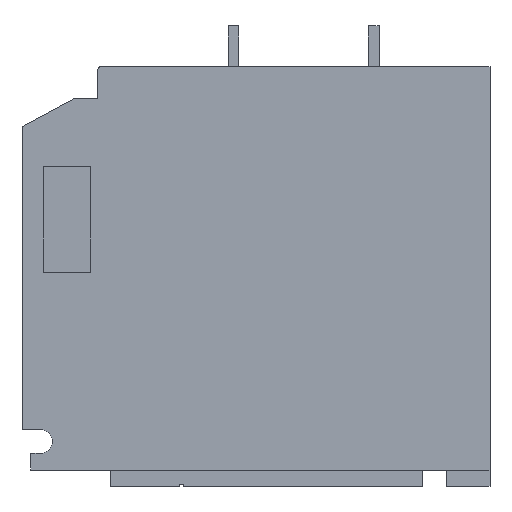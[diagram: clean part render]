
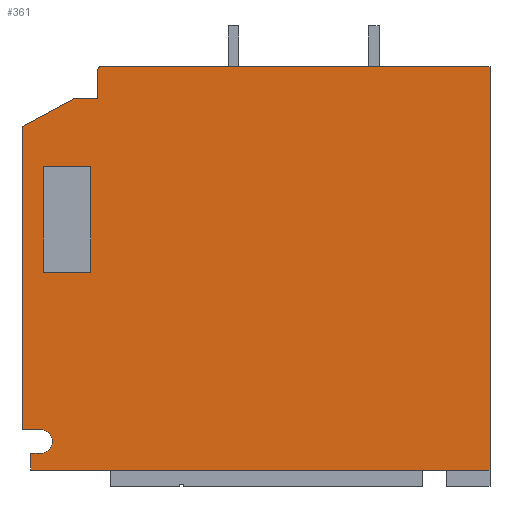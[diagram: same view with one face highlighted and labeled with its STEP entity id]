
A CAD part, left-side view. The second image highlights one B-rep face of the part: STEP entity #361.
In plain terms, the highlighted planar face has unit normal (-1, 0, 0).
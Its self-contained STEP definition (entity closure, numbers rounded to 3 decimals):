
#153 = CARTESIAN_POINT ( 'NONE',  ( -142.5, 0., 375. ) ) ;
#195 = DIRECTION ( 'NONE',  ( 0., -1., 0. ) ) ;
#207 = VECTOR ( 'NONE', #15271, 1000. ) ;
#328 = EDGE_CURVE ( 'NONE', #10900, #8797, #951, .T. ) ;
#361 = ADVANCED_FACE ( 'NONE', ( #16671, #11244 ), #6933, .T. ) ;
#427 = DIRECTION ( 'NONE',  ( 0., -1., 0. ) ) ;
#594 = VECTOR ( 'NONE', #14583, 1000. ) ;
#744 = LINE ( 'NONE', #16291, #2653 ) ;
#768 = CIRCLE ( 'NONE', #13922, 3. ) ;
#951 = LINE ( 'NONE', #3834, #4717 ) ;
#1058 = ORIENTED_EDGE ( 'NONE', *, *, #4111, .T. ) ;
#1065 = VERTEX_POINT ( 'NONE', #8013 ) ;
#1143 = AXIS2_PLACEMENT_3D ( 'NONE', #18449, #12652, #16865 ) ;
#1668 = CARTESIAN_POINT ( 'NONE',  ( -142.5, 371., 282. ) ) ;
#1774 = CARTESIAN_POINT ( 'NONE',  ( -142.5, 387.5, 345. ) ) ;
#1820 = EDGE_CURVE ( 'NONE', #16366, #11263, #1956, .T. ) ;
#1856 = VERTEX_POINT ( 'NONE', #7854 ) ;
#1902 = LINE ( 'NONE', #17906, #9582 ) ;
#1924 = CARTESIAN_POINT ( 'NONE',  ( -142.5, 364.5, 345. ) ) ;
#1956 = LINE ( 'NONE', #17597, #2978 ) ;
#1970 = ORIENTED_EDGE ( 'NONE', *, *, #2448, .F. ) ;
#2035 = EDGE_CURVE ( 'NONE', #2924, #5352, #10269, .T. ) ;
#2182 = CARTESIAN_POINT ( 'NONE',  ( -142.5, 361.5, 375. ) ) ;
#2276 = EDGE_CURVE ( 'NONE', #7457, #11154, #6608, .T. ) ;
#2435 = VECTOR ( 'NONE', #7212, 1000. ) ;
#2448 = EDGE_CURVE ( 'NONE', #14185, #11263, #1902, .T. ) ;
#2653 = VECTOR ( 'NONE', #10668, 1000. ) ;
#2713 = DIRECTION ( 'NONE',  ( 0., 0., 1. ) ) ;
#2731 = CARTESIAN_POINT ( 'NONE',  ( -142.5, 371., 184. ) ) ;
#2799 = VECTOR ( 'NONE', #12078, 1000. ) ;
#2924 = VERTEX_POINT ( 'NONE', #12486 ) ;
#2978 = VECTOR ( 'NONE', #4766, 1000. ) ;
#2993 = CARTESIAN_POINT ( 'NONE',  ( -142.5, 435., 345. ) ) ;
#3101 = CARTESIAN_POINT ( 'NONE',  ( -142.5, 417.827, 26.553 ) ) ;
#3482 = DIRECTION ( 'NONE',  ( 0., 1., 0. ) ) ;
#3620 = EDGE_CURVE ( 'NONE', #16366, #1856, #10383, .T. ) ;
#3647 = EDGE_CURVE ( 'NONE', #1856, #10900, #14335, .T. ) ;
#3834 = CARTESIAN_POINT ( 'NONE',  ( -142.5, 364.5, 345. ) ) ;
#4111 = EDGE_CURVE ( 'NONE', #7541, #12460, #4742, .T. ) ;
#4138 = ORIENTED_EDGE ( 'NONE', *, *, #3647, .F. ) ;
#4177 = VECTOR ( 'NONE', #11690, 1000. ) ;
#4477 = EDGE_CURVE ( 'NONE', #11154, #14185, #8905, .T. ) ;
#4529 = VECTOR ( 'NONE', #10115, 1000. ) ;
#4717 = VECTOR ( 'NONE', #2713, 1000. ) ;
#4742 = LINE ( 'NONE', #13633, #14413 ) ;
#4766 = DIRECTION ( 'NONE',  ( 0., 0., -1. ) ) ;
#5041 = EDGE_CURVE ( 'NONE', #13007, #13150, #744, .T. ) ;
#5103 = DIRECTION ( 'NONE',  ( 0., -1., 0. ) ) ;
#5256 = EDGE_LOOP ( 'NONE', ( #15077, #6739, #8814, #8102 ) ) ;
#5352 = VERTEX_POINT ( 'NONE', #13186 ) ;
#6608 = LINE ( 'NONE', #12510, #6890 ) ;
#6739 = ORIENTED_EDGE ( 'NONE', *, *, #5041, .F. ) ;
#6822 = ORIENTED_EDGE ( 'NONE', *, *, #10747, .F. ) ;
#6890 = VECTOR ( 'NONE', #5103, 1000. ) ;
#6933 = PLANE ( 'NONE',  #1143 ) ;
#7019 = ORIENTED_EDGE ( 'NONE', *, *, #328, .F. ) ;
#7062 = CARTESIAN_POINT ( 'NONE',  ( -142.5, 417.827, 15.656 ) ) ;
#7212 = DIRECTION ( 'NONE',  ( 0., -1., 0. ) ) ;
#7232 = EDGE_CURVE ( 'NONE', #5352, #7457, #13482, .T. ) ;
#7457 = VERTEX_POINT ( 'NONE', #17577 ) ;
#7541 = VERTEX_POINT ( 'NONE', #11775 ) ;
#7854 = CARTESIAN_POINT ( 'NONE',  ( -142.5, 387.5, 345. ) ) ;
#8013 = CARTESIAN_POINT ( 'NONE',  ( -142.5, 415., 184. ) ) ;
#8102 = ORIENTED_EDGE ( 'NONE', *, *, #11879, .F. ) ;
#8615 = CARTESIAN_POINT ( 'NONE',  ( -142.5, 371., 282. ) ) ;
#8797 = VERTEX_POINT ( 'NONE', #13112 ) ;
#8814 = ORIENTED_EDGE ( 'NONE', *, *, #15216, .F. ) ;
#8825 = DIRECTION ( 'NONE',  ( 0., 0., 1. ) ) ;
#8905 = CIRCLE ( 'NONE', #18483, 10.897 ) ;
#9179 = EDGE_CURVE ( 'NONE', #12460, #8797, #768, .T. ) ;
#9582 = VECTOR ( 'NONE', #3482, 1000. ) ;
#9694 = CARTESIAN_POINT ( 'NONE',  ( -142.5, 435., 319.314 ) ) ;
#10115 = DIRECTION ( 'NONE',  ( 0., -0.88, 0.476 ) ) ;
#10269 = LINE ( 'NONE', #17205, #594 ) ;
#10383 = LINE ( 'NONE', #1774, #4529 ) ;
#10668 = DIRECTION ( 'NONE',  ( 0., 0., 1. ) ) ;
#10747 = EDGE_CURVE ( 'NONE', #7541, #2924, #12900, .T. ) ;
#10892 = ORIENTED_EDGE ( 'NONE', *, *, #3620, .F. ) ;
#10900 = VERTEX_POINT ( 'NONE', #1924 ) ;
#10959 = CARTESIAN_POINT ( 'NONE',  ( -142.5, 415., 282. ) ) ;
#11154 = VERTEX_POINT ( 'NONE', #7062 ) ;
#11155 = ORIENTED_EDGE ( 'NONE', *, *, #7232, .F. ) ;
#11244 = FACE_BOUND ( 'NONE', #5256, .T. ) ;
#11263 = VERTEX_POINT ( 'NONE', #14648 ) ;
#11560 = VERTEX_POINT ( 'NONE', #15751 ) ;
#11690 = DIRECTION ( 'NONE',  ( 0., 1., 0. ) ) ;
#11775 = CARTESIAN_POINT ( 'NONE',  ( -142.5, 0., 375. ) ) ;
#11879 = EDGE_CURVE ( 'NONE', #11560, #1065, #12088, .T. ) ;
#12055 = DIRECTION ( 'NONE',  ( 0., 1., 0. ) ) ;
#12078 = DIRECTION ( 'NONE',  ( 0., 0., 1. ) ) ;
#12088 = LINE ( 'NONE', #10959, #207 ) ;
#12158 = ORIENTED_EDGE ( 'NONE', *, *, #2276, .F. ) ;
#12328 = ORIENTED_EDGE ( 'NONE', *, *, #2035, .F. ) ;
#12460 = VERTEX_POINT ( 'NONE', #2182 ) ;
#12486 = CARTESIAN_POINT ( 'NONE',  ( -142.5, 0., 0. ) ) ;
#12510 = CARTESIAN_POINT ( 'NONE',  ( -142.5, 427.786, 15.656 ) ) ;
#12652 = DIRECTION ( 'NONE',  ( -1., 0., 0. ) ) ;
#12900 = LINE ( 'NONE', #153, #16936 ) ;
#13007 = VERTEX_POINT ( 'NONE', #14997 ) ;
#13112 = CARTESIAN_POINT ( 'NONE',  ( -142.5, 364.5, 372. ) ) ;
#13150 = VERTEX_POINT ( 'NONE', #8615 ) ;
#13168 = DIRECTION ( 'NONE',  ( -1., 0., 0. ) ) ;
#13186 = CARTESIAN_POINT ( 'NONE',  ( -142.5, 427., 0. ) ) ;
#13482 = LINE ( 'NONE', #16289, #2799 ) ;
#13633 = CARTESIAN_POINT ( 'NONE',  ( -142.5, 0., 375. ) ) ;
#13792 = ORIENTED_EDGE ( 'NONE', *, *, #9179, .T. ) ;
#13922 = AXIS2_PLACEMENT_3D ( 'NONE', #14473, #13168, #427 ) ;
#14010 = EDGE_LOOP ( 'NONE', ( #11155, #12328, #6822, #1058, #13792, #7019, #4138, #10892, #15484, #1970, #16803, #12158 ) ) ;
#14185 = VERTEX_POINT ( 'NONE', #14893 ) ;
#14335 = LINE ( 'NONE', #2993, #2435 ) ;
#14394 = DIRECTION ( 'NONE',  ( 0., 0., -1. ) ) ;
#14413 = VECTOR ( 'NONE', #12055, 1000. ) ;
#14473 = CARTESIAN_POINT ( 'NONE',  ( -142.5, 361.5, 372. ) ) ;
#14497 = LINE ( 'NONE', #1668, #4177 ) ;
#14583 = DIRECTION ( 'NONE',  ( 0., 1., 0. ) ) ;
#14648 = CARTESIAN_POINT ( 'NONE',  ( -142.5, 435., 37.45 ) ) ;
#14731 = DIRECTION ( 'NONE',  ( -1., 0., 0. ) ) ;
#14893 = CARTESIAN_POINT ( 'NONE',  ( -142.5, 417.827, 37.45 ) ) ;
#14997 = CARTESIAN_POINT ( 'NONE',  ( -142.5, 371., 184. ) ) ;
#15077 = ORIENTED_EDGE ( 'NONE', *, *, #15857, .F. ) ;
#15216 = EDGE_CURVE ( 'NONE', #1065, #13007, #17333, .T. ) ;
#15271 = DIRECTION ( 'NONE',  ( 0., 0., -1. ) ) ;
#15484 = ORIENTED_EDGE ( 'NONE', *, *, #1820, .T. ) ;
#15751 = CARTESIAN_POINT ( 'NONE',  ( -142.5, 415., 282. ) ) ;
#15857 = EDGE_CURVE ( 'NONE', #13150, #11560, #14497, .T. ) ;
#16289 = CARTESIAN_POINT ( 'NONE',  ( -142.5, 427., 15.656 ) ) ;
#16291 = CARTESIAN_POINT ( 'NONE',  ( -142.5, 371., 282. ) ) ;
#16366 = VERTEX_POINT ( 'NONE', #9694 ) ;
#16671 = FACE_OUTER_BOUND ( 'NONE', #14010, .T. ) ;
#16803 = ORIENTED_EDGE ( 'NONE', *, *, #4477, .F. ) ;
#16865 = DIRECTION ( 'NONE',  ( 0., -1., 0. ) ) ;
#16936 = VECTOR ( 'NONE', #14394, 1000. ) ;
#17205 = CARTESIAN_POINT ( 'NONE',  ( -142.5, 0., 0. ) ) ;
#17333 = LINE ( 'NONE', #2731, #17914 ) ;
#17577 = CARTESIAN_POINT ( 'NONE',  ( -142.5, 427., 15.656 ) ) ;
#17597 = CARTESIAN_POINT ( 'NONE',  ( -142.5, 435., 375. ) ) ;
#17906 = CARTESIAN_POINT ( 'NONE',  ( -142.5, 427.786, 37.45 ) ) ;
#17914 = VECTOR ( 'NONE', #195, 1000. ) ;
#18449 = CARTESIAN_POINT ( 'NONE',  ( -142.5, 0., 375. ) ) ;
#18483 = AXIS2_PLACEMENT_3D ( 'NONE', #3101, #14731, #8825 ) ;
